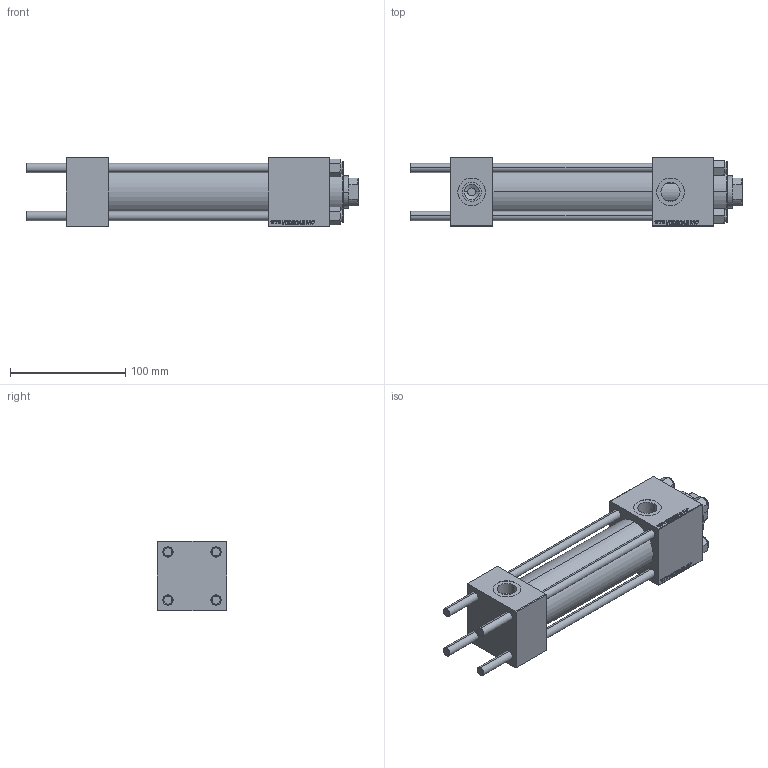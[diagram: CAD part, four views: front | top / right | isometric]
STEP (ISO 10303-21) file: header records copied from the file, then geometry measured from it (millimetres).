
FILE_DESCRIPTION (( 'STEP AP203' ), '1' );
FILE_NAME ('8b87.STEP', '2023-08-23T08:18:47', ( '' ), ( '' ), 'SwSTEP 2.0', 'SolidWorks 2019', '' );
FILE_SCHEMA (( 'CONFIG_CONTROL_DESIGN' ));
Length unit declared in the file: millimetre
Products named in the file (6): CR025_012_A_0_G_A_G_M_020_+#_##_TYCINKA 8d8a3400d77cd037a5c51bdcc7c08bd7; V215_VC_A 8d8a3400d77cd037a5c51bdcc7c08bd7; V215CR_VCP 8d8a3400d77cd037a5c51bdcc7c08bd7; NUT_M5 8d8a3400d77cd037a5c51bdcc7c08bd7; V215CR_BODY_A 8d8a3400d77cd037a5c51bdcc7c08bd7; 8b87
Assembly tree (11 placements, depth 2):
  8b87
    V215CR_BODY_A 8d8a3400d77cd037a5c51bdcc7c08bd7
    CR025_012_A_0_G_A_G_M_020_+#_##_TYCINKA 8d8a3400d77cd037a5c51bdcc7c08bd7  x4
    NUT_M5 8d8a3400d77cd037a5c51bdcc7c08bd7  x4
    V215CR_VCP 8d8a3400d77cd037a5c51bdcc7c08bd7
    V215_VC_A 8d8a3400d77cd037a5c51bdcc7c08bd7
Bounding box: 288 x 60 x 60 mm (x, y, z)
Volume: 533280.6 mm3; surface area: 156802.3 mm2
Topology: 11 solids, 11 shells, 1135 faces, 2856 edges, 1853 vertices
Faces by surface type: plane 521, bspline 392, cone 136, cylinder 78, torus 8
Entity records: 49902 total; most frequent: CARTESIAN_POINT 27025, ORIENTED_EDGE 5204, DIRECTION 3244, EDGE_CURVE 2602, VERTEX_POINT 1709, LINE 1584, VECTOR 1584, EDGE_LOOP 1143
